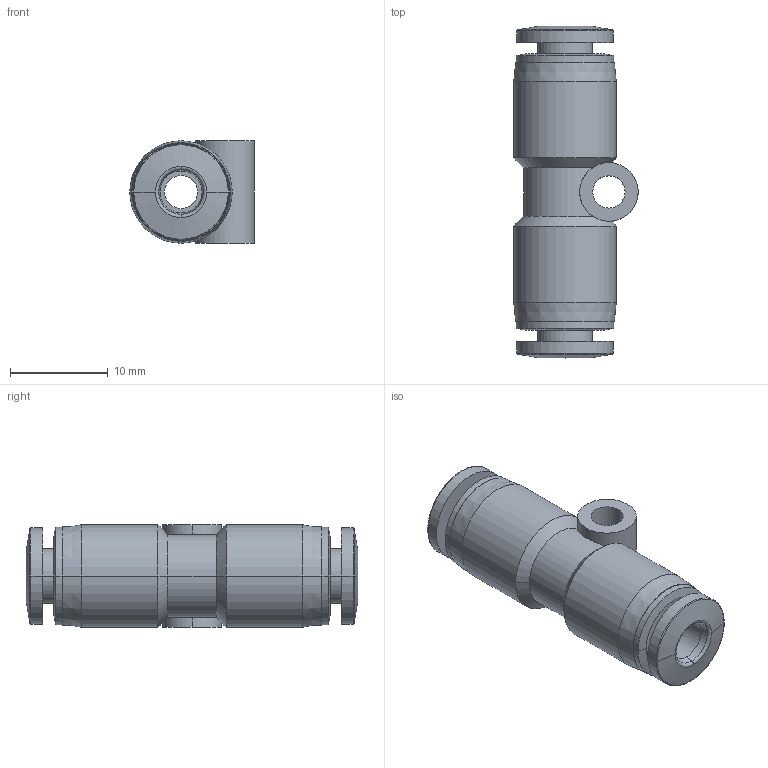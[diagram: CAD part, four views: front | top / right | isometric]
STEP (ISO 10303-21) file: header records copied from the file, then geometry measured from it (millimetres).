
FILE_DESCRIPTION (( 'STEP AP214' ), '1' );
FILE_NAME ('US532.step', '2016-02-24T20:49:32', ( '' ), ( '' ), 'SwSTEP 2.0', 'SolidWorks 2015', '' );
FILE_SCHEMA (( 'AUTOMOTIVE_DESIGN' ));
Length unit declared in the file: inch
Products named in the file (1): US532
Bounding box: 12.75 x 34 x 10.5 mm (x, y, z)
Volume: 2194.8 mm3; surface area: 2041.5 mm2
Topology: 1 solids, 1 shells, 66 faces, 156 edges, 98 vertices
Faces by surface type: cylinder 28, cone 20, plane 10, bspline 8
Entity records: 3126 total; most frequent: CARTESIAN_POINT 653, DIRECTION 366, ORIENTED_EDGE 312, AXIS2_PLACEMENT_3D 159, EDGE_CURVE 156, CIRCLE 100, VERTEX_POINT 98, EDGE_LOOP 76
